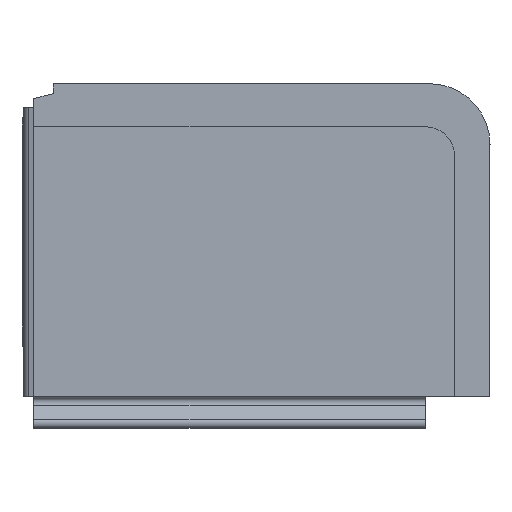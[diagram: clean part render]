
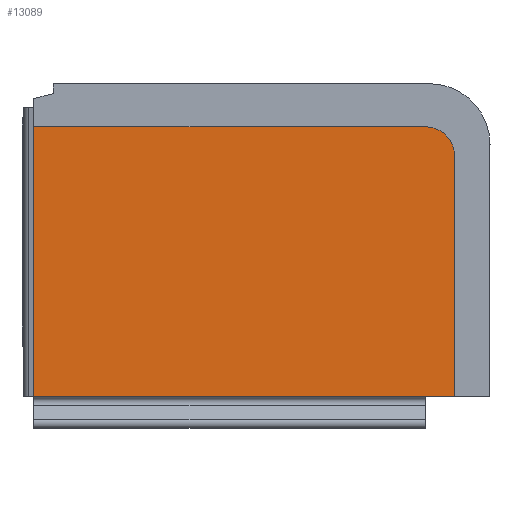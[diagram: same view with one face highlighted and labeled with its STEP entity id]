
A CAD part, left-side view. The second image highlights one B-rep face of the part: STEP entity #13089.
In plain terms, the highlighted planar face has unit normal (-1, 0, 0).
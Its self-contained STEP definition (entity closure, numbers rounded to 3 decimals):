
#4246=DIRECTION('',(0.,-1.,0.));
#4247=VECTOR('',#4246,10.);
#4248=CARTESIAN_POINT('',(-13.5,5.825,-1.1));
#4249=LINE('',#4248,#4247);
#4250=CARTESIAN_POINT('',(-13.5,-4.175,-1.85));
#4251=DIRECTION('',(-1.,0.,0.));
#4252=DIRECTION('',(0.,-1.,0.));
#4253=AXIS2_PLACEMENT_3D('',#4250,#4251,#4252);
#4255=DIRECTION('',(0.,0.,1.));
#4256=VECTOR('',#4255,6.15);
#4257=CARTESIAN_POINT('',(-13.5,-4.925,-8.));
#4258=LINE('',#4257,#4256);
#4259=DIRECTION('',(0.,-1.,0.));
#4260=VECTOR('',#4259,10.75);
#4261=CARTESIAN_POINT('',(-13.5,5.825,-8.));
#4262=LINE('',#4261,#4260);
#4263=DIRECTION('',(0.,0.,-1.));
#4264=VECTOR('',#4263,6.9);
#4265=CARTESIAN_POINT('',(-13.5,5.825,-1.1));
#4266=LINE('',#4265,#4264);
#5664=CARTESIAN_POINT('',(-13.5,5.825,-1.1));
#5665=CARTESIAN_POINT('',(-13.5,-4.175,-1.1));
#5666=VERTEX_POINT('',#5664);
#5667=VERTEX_POINT('',#5665);
#5668=CARTESIAN_POINT('',(-13.5,-4.925,-1.85));
#5669=VERTEX_POINT('',#5668);
#5670=CARTESIAN_POINT('',(-13.5,-4.925,-8.));
#5671=VERTEX_POINT('',#5670);
#5688=CARTESIAN_POINT('',(-13.5,5.825,-8.));
#5689=VERTEX_POINT('',#5688);
#13075=CARTESIAN_POINT('',(-13.5,0.,0.));
#13076=DIRECTION('',(-1.,0.,0.));
#13077=DIRECTION('',(0.,0.,1.));
#13078=AXIS2_PLACEMENT_3D('',#13075,#13076,#13077);
#13079=PLANE('',#13078);
#13081=ORIENTED_EDGE('',*,*,#13080,.T.);
#13083=ORIENTED_EDGE('',*,*,#13082,.F.);
#13084=ORIENTED_EDGE('',*,*,#13066,.F.);
#13085=ORIENTED_EDGE('',*,*,#7466,.F.);
#13086=ORIENTED_EDGE('',*,*,#7501,.F.);
#13087=EDGE_LOOP('',(#13081,#13083,#13084,#13085,#13086));
#13088=FACE_OUTER_BOUND('',#13087,.F.);
#13089=ADVANCED_FACE('',(#13088),#13079,.T.);
#4254=CIRCLE('',#4253,0.75);
#7466=EDGE_CURVE('',#5689,#5671,#4262,.T.);
#7501=EDGE_CURVE('',#5666,#5689,#4266,.T.);
#13066=EDGE_CURVE('',#5671,#5669,#4258,.T.);
#13080=EDGE_CURVE('',#5666,#5667,#4249,.T.);
#13082=EDGE_CURVE('',#5669,#5667,#4254,.T.);
